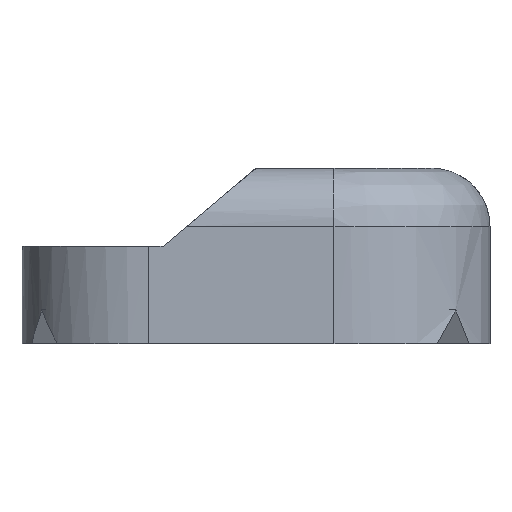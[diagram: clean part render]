
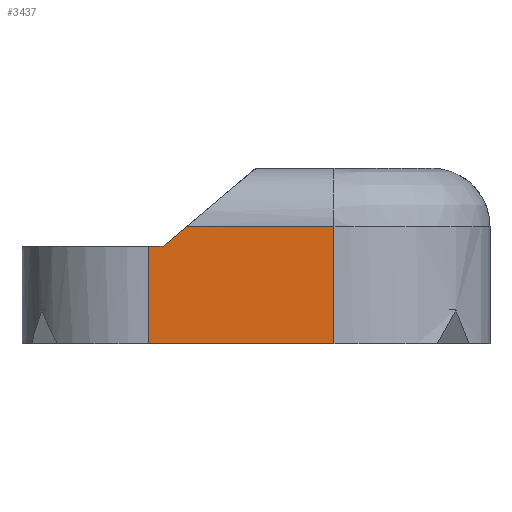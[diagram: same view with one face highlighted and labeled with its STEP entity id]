
A CAD part, left-side view. The second image highlights one B-rep face of the part: STEP entity #3437.
In plain terms, the highlighted planar face has unit normal (-1, 0, 0).
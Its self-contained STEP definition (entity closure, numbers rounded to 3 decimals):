
#122 = PLANE('',#123);
#123 = AXIS2_PLACEMENT_3D('',#124,#125,#126);
#124 = CARTESIAN_POINT('',(0.,7.5,4.5));
#125 = DIRECTION('',(0.,0.643,0.766));
#126 = DIRECTION('',(0.,0.766,-0.643));
#148 = PLANE('',#149);
#149 = AXIS2_PLACEMENT_3D('',#150,#151,#152);
#150 = CARTESIAN_POINT('',(0.,14.5,2.5));
#151 = DIRECTION('',(0.,0.,-1.));
#152 = DIRECTION('',(0.,-1.,0.));
#1764 = EDGE_CURVE('',#1765,#1767,#1769,.T.);
#1765 = VERTEX_POINT('',#1766);
#1766 = CARTESIAN_POINT('',(0.,9.288,3.));
#1767 = VERTEX_POINT('',#1768);
#1768 = CARTESIAN_POINT('',(0.,9.884,2.5));
#1769 = SURFACE_CURVE('',#1770,(#1774,#1781),.PCURVE_S1.);
#1770 = LINE('',#1771,#1772);
#1771 = CARTESIAN_POINT('',(0.,7.5,4.5));
#1772 = VECTOR('',#1773,1.);
#1773 = DIRECTION('',(-0.,0.766,-0.643));
#1774 = PCURVE('',#122,#1775);
#1775 = DEFINITIONAL_REPRESENTATION('',(#1776),#1780);
#1776 = LINE('',#1777,#1778);
#1777 = CARTESIAN_POINT('',(0.,0.));
#1778 = VECTOR('',#1779,1.);
#1779 = DIRECTION('',(1.,0.));
#1780 = ( GEOMETRIC_REPRESENTATION_CONTEXT(2) 
PARAMETRIC_REPRESENTATION_CONTEXT() REPRESENTATION_CONTEXT('2D SPACE',''
  ) );
#1781 = PCURVE('',#1782,#1787);
#1782 = PLANE('',#1783);
#1783 = AXIS2_PLACEMENT_3D('',#1784,#1785,#1786);
#1784 = CARTESIAN_POINT('',(0.,10.25,0.));
#1785 = DIRECTION('',(1.,0.,0.));
#1786 = DIRECTION('',(0.,-1.,0.));
#1787 = DEFINITIONAL_REPRESENTATION('',(#1788),#1792);
#1788 = LINE('',#1789,#1790);
#1789 = CARTESIAN_POINT('',(2.75,-4.5));
#1790 = VECTOR('',#1791,1.);
#1791 = DIRECTION('',(-0.766,0.643));
#1792 = ( GEOMETRIC_REPRESENTATION_CONTEXT(2) 
PARAMETRIC_REPRESENTATION_CONTEXT() REPRESENTATION_CONTEXT('2D SPACE',''
  ) );
#1811 = CYLINDRICAL_SURFACE('',#1812,1.5);
#1812 = AXIS2_PLACEMENT_3D('',#1813,#1814,#1815);
#1813 = CARTESIAN_POINT('',(1.5,5.5,3.));
#1814 = DIRECTION('',(0.,1.,0.));
#1815 = DIRECTION('',(-1.,-0.,-0.));
#2065 = EDGE_CURVE('',#2066,#1767,#2068,.T.);
#2066 = VERTEX_POINT('',#2067);
#2067 = CARTESIAN_POINT('',(0.,10.25,2.5));
#2068 = SURFACE_CURVE('',#2069,(#2073,#2080),.PCURVE_S1.);
#2069 = LINE('',#2070,#2071);
#2070 = CARTESIAN_POINT('',(0.,14.5,2.5));
#2071 = VECTOR('',#2072,1.);
#2072 = DIRECTION('',(0.,-1.,0.));
#2073 = PCURVE('',#148,#2074);
#2074 = DEFINITIONAL_REPRESENTATION('',(#2075),#2079);
#2075 = LINE('',#2076,#2077);
#2076 = CARTESIAN_POINT('',(0.,-0.));
#2077 = VECTOR('',#2078,1.);
#2078 = DIRECTION('',(1.,0.));
#2079 = ( GEOMETRIC_REPRESENTATION_CONTEXT(2) 
PARAMETRIC_REPRESENTATION_CONTEXT() REPRESENTATION_CONTEXT('2D SPACE',''
  ) );
#2080 = PCURVE('',#1782,#2081);
#2081 = DEFINITIONAL_REPRESENTATION('',(#2082),#2086);
#2082 = LINE('',#2083,#2084);
#2083 = CARTESIAN_POINT('',(-4.25,-2.5));
#2084 = VECTOR('',#2085,1.);
#2085 = DIRECTION('',(1.,0.));
#2086 = ( GEOMETRIC_REPRESENTATION_CONTEXT(2) 
PARAMETRIC_REPRESENTATION_CONTEXT() REPRESENTATION_CONTEXT('2D SPACE',''
  ) );
#2105 = CYLINDRICAL_SURFACE('',#2106,3.25);
#2106 = AXIS2_PLACEMENT_3D('',#2107,#2108,#2109);
#2107 = CARTESIAN_POINT('',(3.25,10.25,0.));
#2108 = DIRECTION('',(-0.,-0.,-1.));
#2109 = DIRECTION('',(1.,0.,0.));
#2320 = ( BOUNDED_SURFACE() B_SPLINE_SURFACE(2,2,(
    (#2321,#2322,#2323,#2324,#2325)
    ,(#2326,#2327,#2328,#2329,#2330)
    ,(#2331,#2332,#2333,#2334,#2335
)),.UNSPECIFIED.,.F.,.F.,.F.) B_SPLINE_SURFACE_WITH_KNOTS((3,3),(3,1,1,3
    ),(0.,4.5),(-0.275,0.,4.5,4.775),.UNSPECIFIED.) 
GEOMETRIC_REPRESENTATION_ITEM() RATIONAL_B_SPLINE_SURFACE((
    (1.,1.,1.,1.,1.)
    ,(0.707,0.707,0.707,0.707
      ,0.707)
,(1.,1.,1.,1.,1.))) REPRESENTATION_ITEM('') SURFACE() );
#2321 = CARTESIAN_POINT('',(4.,1.5,4.775));
#2322 = CARTESIAN_POINT('',(4.,1.5,4.638));
#2323 = CARTESIAN_POINT('',(4.,1.5,2.25));
#2324 = CARTESIAN_POINT('',(4.,1.5,-0.138));
#2325 = CARTESIAN_POINT('',(4.,1.5,-0.275));
#2326 = CARTESIAN_POINT('',(0.,1.5,4.775));
#2327 = CARTESIAN_POINT('',(0.,1.5,4.638));
#2328 = CARTESIAN_POINT('',(0.,1.5,2.25));
#2329 = CARTESIAN_POINT('',(0.,1.5,-0.138));
#2330 = CARTESIAN_POINT('',(0.,1.5,-0.275));
#2331 = CARTESIAN_POINT('',(0.,5.5,4.775));
#2332 = CARTESIAN_POINT('',(0.,5.5,4.638));
#2333 = CARTESIAN_POINT('',(0.,5.5,2.25));
#2334 = CARTESIAN_POINT('',(0.,5.5,-0.138));
#2335 = CARTESIAN_POINT('',(0.,5.5,-0.275));
#3437 = ADVANCED_FACE('',(#3438),#1782,.F.);
#3438 = FACE_BOUND('',#3439,.F.);
#3439 = EDGE_LOOP('',(#3440,#3466,#3494,#3515,#3516,#3517));
#3440 = ORIENTED_EDGE('',*,*,#3441,.T.);
#3441 = EDGE_CURVE('',#3442,#3444,#3446,.T.);
#3442 = VERTEX_POINT('',#3443);
#3443 = CARTESIAN_POINT('',(0.,5.5,3.));
#3444 = VERTEX_POINT('',#3445);
#3445 = CARTESIAN_POINT('',(0.,5.5,0.));
#3446 = SURFACE_CURVE('',#3447,(#3453,#3459),.PCURVE_S1.);
#3447 = B_SPLINE_CURVE_WITH_KNOTS('',2,(#3448,#3449,#3450,#3451,#3452),
  .UNSPECIFIED.,.F.,.F.,(3,1,1,3),(-0.275,0.,4.5,4.775),
  .UNSPECIFIED.);
#3448 = CARTESIAN_POINT('',(0.,5.5,4.775));
#3449 = CARTESIAN_POINT('',(0.,5.5,4.638));
#3450 = CARTESIAN_POINT('',(0.,5.5,2.25));
#3451 = CARTESIAN_POINT('',(0.,5.5,-0.138));
#3452 = CARTESIAN_POINT('',(0.,5.5,-0.275));
#3453 = PCURVE('',#1782,#3454);
#3454 = DEFINITIONAL_REPRESENTATION('',(#3455),#3458);
#3455 = B_SPLINE_CURVE_WITH_KNOTS('',1,(#3456,#3457),.UNSPECIFIED.,.F.,
  .F.,(2,2),(0.,4.5),.PIECEWISE_BEZIER_KNOTS.);
#3456 = CARTESIAN_POINT('',(4.75,-4.5));
#3457 = CARTESIAN_POINT('',(4.75,0.));
#3458 = ( GEOMETRIC_REPRESENTATION_CONTEXT(2) 
PARAMETRIC_REPRESENTATION_CONTEXT() REPRESENTATION_CONTEXT('2D SPACE',''
  ) );
#3459 = PCURVE('',#2320,#3460);
#3460 = DEFINITIONAL_REPRESENTATION('',(#3461),#3465);
#3461 = LINE('',#3462,#3463);
#3462 = CARTESIAN_POINT('',(4.5,0.));
#3463 = VECTOR('',#3464,1.);
#3464 = DIRECTION('',(0.,1.));
#3465 = ( GEOMETRIC_REPRESENTATION_CONTEXT(2) 
PARAMETRIC_REPRESENTATION_CONTEXT() REPRESENTATION_CONTEXT('2D SPACE',''
  ) );
#3466 = ORIENTED_EDGE('',*,*,#3467,.F.);
#3467 = EDGE_CURVE('',#3468,#3444,#3470,.T.);
#3468 = VERTEX_POINT('',#3469);
#3469 = CARTESIAN_POINT('',(0.,10.25,0.));
#3470 = SURFACE_CURVE('',#3471,(#3475,#3482),.PCURVE_S1.);
#3471 = LINE('',#3472,#3473);
#3472 = CARTESIAN_POINT('',(0.,10.25,0.));
#3473 = VECTOR('',#3474,1.);
#3474 = DIRECTION('',(0.,-1.,0.));
#3475 = PCURVE('',#1782,#3476);
#3476 = DEFINITIONAL_REPRESENTATION('',(#3477),#3481);
#3477 = LINE('',#3478,#3479);
#3478 = CARTESIAN_POINT('',(0.,0.));
#3479 = VECTOR('',#3480,1.);
#3480 = DIRECTION('',(1.,0.));
#3481 = ( GEOMETRIC_REPRESENTATION_CONTEXT(2) 
PARAMETRIC_REPRESENTATION_CONTEXT() REPRESENTATION_CONTEXT('2D SPACE',''
  ) );
#3482 = PCURVE('',#3483,#3488);
#3483 = PLANE('',#3484);
#3484 = AXIS2_PLACEMENT_3D('',#3485,#3486,#3487);
#3485 = CARTESIAN_POINT('',(3.25,0.,0.));
#3486 = DIRECTION('',(0.,0.,-1.));
#3487 = DIRECTION('',(-1.,0.,0.));
#3488 = DEFINITIONAL_REPRESENTATION('',(#3489),#3493);
#3489 = LINE('',#3490,#3491);
#3490 = CARTESIAN_POINT('',(3.25,10.25));
#3491 = VECTOR('',#3492,1.);
#3492 = DIRECTION('',(0.,-1.));
#3493 = ( GEOMETRIC_REPRESENTATION_CONTEXT(2) 
PARAMETRIC_REPRESENTATION_CONTEXT() REPRESENTATION_CONTEXT('2D SPACE',''
  ) );
#3494 = ORIENTED_EDGE('',*,*,#3495,.T.);
#3495 = EDGE_CURVE('',#3468,#2066,#3496,.T.);
#3496 = SURFACE_CURVE('',#3497,(#3501,#3508),.PCURVE_S1.);
#3497 = LINE('',#3498,#3499);
#3498 = CARTESIAN_POINT('',(0.,10.25,0.));
#3499 = VECTOR('',#3500,1.);
#3500 = DIRECTION('',(0.,0.,1.));
#3501 = PCURVE('',#1782,#3502);
#3502 = DEFINITIONAL_REPRESENTATION('',(#3503),#3507);
#3503 = LINE('',#3504,#3505);
#3504 = CARTESIAN_POINT('',(0.,0.));
#3505 = VECTOR('',#3506,1.);
#3506 = DIRECTION('',(0.,-1.));
#3507 = ( GEOMETRIC_REPRESENTATION_CONTEXT(2) 
PARAMETRIC_REPRESENTATION_CONTEXT() REPRESENTATION_CONTEXT('2D SPACE',''
  ) );
#3508 = PCURVE('',#2105,#3509);
#3509 = DEFINITIONAL_REPRESENTATION('',(#3510),#3514);
#3510 = LINE('',#3511,#3512);
#3511 = CARTESIAN_POINT('',(-3.142,0.));
#3512 = VECTOR('',#3513,1.);
#3513 = DIRECTION('',(-0.,-1.));
#3514 = ( GEOMETRIC_REPRESENTATION_CONTEXT(2) 
PARAMETRIC_REPRESENTATION_CONTEXT() REPRESENTATION_CONTEXT('2D SPACE',''
  ) );
#3515 = ORIENTED_EDGE('',*,*,#2065,.T.);
#3516 = ORIENTED_EDGE('',*,*,#1764,.F.);
#3517 = ORIENTED_EDGE('',*,*,#3518,.F.);
#3518 = EDGE_CURVE('',#3442,#1765,#3519,.T.);
#3519 = SURFACE_CURVE('',#3520,(#3524,#3531),.PCURVE_S1.);
#3520 = LINE('',#3521,#3522);
#3521 = CARTESIAN_POINT('',(0.,5.5,3.));
#3522 = VECTOR('',#3523,1.);
#3523 = DIRECTION('',(0.,1.,0.));
#3524 = PCURVE('',#1782,#3525);
#3525 = DEFINITIONAL_REPRESENTATION('',(#3526),#3530);
#3526 = LINE('',#3527,#3528);
#3527 = CARTESIAN_POINT('',(4.75,-3.));
#3528 = VECTOR('',#3529,1.);
#3529 = DIRECTION('',(-1.,0.));
#3530 = ( GEOMETRIC_REPRESENTATION_CONTEXT(2) 
PARAMETRIC_REPRESENTATION_CONTEXT() REPRESENTATION_CONTEXT('2D SPACE',''
  ) );
#3531 = PCURVE('',#1811,#3532);
#3532 = DEFINITIONAL_REPRESENTATION('',(#3533),#3537);
#3533 = LINE('',#3534,#3535);
#3534 = CARTESIAN_POINT('',(0.,0.));
#3535 = VECTOR('',#3536,1.);
#3536 = DIRECTION('',(0.,1.));
#3537 = ( GEOMETRIC_REPRESENTATION_CONTEXT(2) 
PARAMETRIC_REPRESENTATION_CONTEXT() REPRESENTATION_CONTEXT('2D SPACE',''
  ) );
